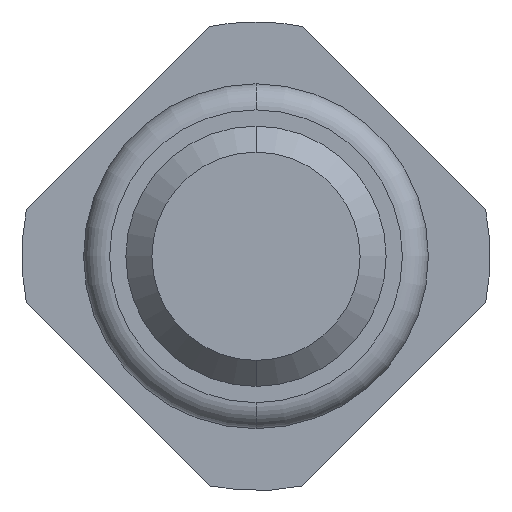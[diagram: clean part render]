
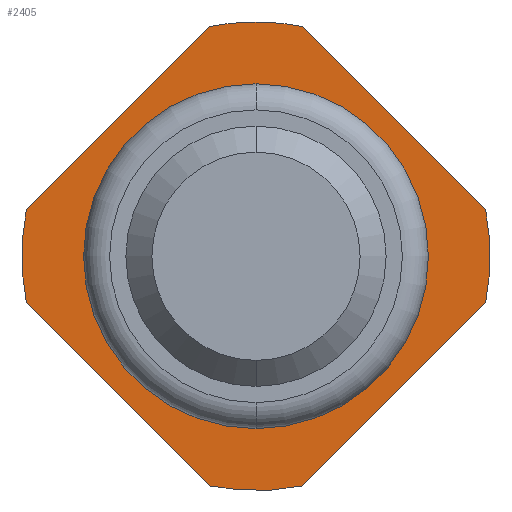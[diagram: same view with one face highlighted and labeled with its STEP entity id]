
A CAD part, front view. The second image highlights one B-rep face of the part: STEP entity #2405.
In plain terms, the highlighted planar face has unit normal (0, -1, 0).
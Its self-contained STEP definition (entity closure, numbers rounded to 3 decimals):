
#11 = CIRCLE ( 'NONE', #2947, 1.8 ) ;
#85 = VERTEX_POINT ( 'NONE', #4495 ) ;
#89 = ORIENTED_EDGE ( 'NONE', *, *, #3737, .F. ) ;
#145 = VERTEX_POINT ( 'NONE', #1151 ) ;
#205 = CARTESIAN_POINT ( 'NONE',  ( 1.961, -2., 0.161 ) ) ;
#238 = CARTESIAN_POINT ( 'NONE',  ( 0., -2., 0. ) ) ;
#290 = EDGE_CURVE ( 'Defeature ausgef�hrt2_18+Defeature ausgef�hrt2_0+Defeature ausgef�hrt2_2+Defeature ausgef�hrt2_1', #2555, #3105, #4275, .T. ) ;
#330 = DIRECTION ( 'NONE',  ( 0.707, 0., 0.707 ) ) ;
#491 = DIRECTION ( 'NONE',  ( 0., 1., 0. ) ) ;
#547 = CARTESIAN_POINT ( 'NONE',  ( 0., -2., 0. ) ) ;
#556 = DIRECTION ( 'NONE',  ( 0., 0., 1. ) ) ;
#584 = ORIENTED_EDGE ( 'NONE', *, *, #3104, .T. ) ;
#699 = ORIENTED_EDGE ( 'NONE', *, *, #4061, .F. ) ;
#745 = ORIENTED_EDGE ( 'NONE', *, *, #290, .F. ) ;
#764 = VECTOR ( 'NONE', #3021, 1000. ) ;
#793 = CARTESIAN_POINT ( 'NONE',  ( 1.764, -2., -0.357 ) ) ;
#857 = AXIS2_PLACEMENT_3D ( 'NONE', #2701, #491, #3060 ) ;
#872 = CARTESIAN_POINT ( 'NONE',  ( 0., -2., 0. ) ) ;
#892 = PLANE ( 'NONE',  #4171 ) ;
#901 = VERTEX_POINT ( 'NONE', #1311 ) ;
#904 = DIRECTION ( 'NONE',  ( 0., 0., 1. ) ) ;
#963 = EDGE_CURVE ( 'Defeature ausgef�hrt2_1+Defeature ausgef�hrt2_0+Defeature ausgef�hrt2_18+Defeature ausgef�hrt2_15', #3105, #1388, #1156, .T. ) ;
#967 = DIRECTION ( 'NONE',  ( 0., 0., 1. ) ) ;
#968 = VECTOR ( 'NONE', #4627, 1000. ) ;
#988 = CARTESIAN_POINT ( 'NONE',  ( 0.357, -2., 1.764 ) ) ;
#1026 = AXIS2_PLACEMENT_3D ( 'NONE', #2264, #3764, #1935 ) ;
#1071 = EDGE_CURVE ( 'Defeature ausgef�hrt2_17+Defeature ausgef�hrt2_0+Defeature ausgef�hrt2_3+Defeature ausgef�hrt2_2', #3244, #901, #4757, .T. ) ;
#1100 = ORIENTED_EDGE ( 'NONE', *, *, #4145, .F. ) ;
#1107 = VECTOR ( 'NONE', #3760, 1000. ) ;
#1151 = CARTESIAN_POINT ( 'NONE',  ( 0., -2., 1.325 ) ) ;
#1156 = CIRCLE ( 'NONE', #4591, 1.8 ) ;
#1167 = FACE_OUTER_BOUND ( 'NONE', #1999, .T. ) ;
#1216 = CARTESIAN_POINT ( 'NONE',  ( -1.764, -2., 0.357 ) ) ;
#1311 = CARTESIAN_POINT ( 'NONE',  ( -0.357, -2., 1.764 ) ) ;
#1335 = EDGE_LOOP ( 'NONE', ( #2663, #584 ) ) ;
#1388 = VERTEX_POINT ( 'NONE', #793 ) ;
#1431 = CARTESIAN_POINT ( 'NONE',  ( 0., -2., 0. ) ) ;
#1576 = VERTEX_POINT ( 'NONE', #3649 ) ;
#1616 = CARTESIAN_POINT ( 'NONE',  ( 0., -2., 0. ) ) ;
#1693 = CARTESIAN_POINT ( 'NONE',  ( 0., -2., 1.8 ) ) ;
#1779 = AXIS2_PLACEMENT_3D ( 'NONE', #872, #2044, #3126 ) ;
#1829 = DIRECTION ( 'NONE',  ( 0., 1., 0. ) ) ;
#1935 = DIRECTION ( 'NONE',  ( 0., 0., 1. ) ) ;
#1987 = CIRCLE ( 'NONE', #4675, 1.325 ) ;
#1999 = EDGE_LOOP ( 'NONE', ( #745, #2789, #2337, #4617, #1100, #699, #89, #4403, #3493 ) ) ;
#2044 = DIRECTION ( 'NONE',  ( 0., 1., 0. ) ) ;
#2082 = LINE ( 'NONE', #4158, #1107 ) ;
#2131 = VERTEX_POINT ( 'NONE', #3969 ) ;
#2264 = CARTESIAN_POINT ( 'NONE',  ( 0., -2., 0. ) ) ;
#2337 = ORIENTED_EDGE ( 'NONE', *, *, #4234, .F. ) ;
#2365 = FACE_BOUND ( 'NONE', #1335, .T. ) ;
#2405 = ADVANCED_FACE ( 'Defeature ausgef�hrt2_0', ( #2365, #1167 ), #892, .F. ) ;
#2413 = LINE ( 'NONE', #2630, #764 ) ;
#2424 = EDGE_CURVE ( 'Defeature ausgef�hrt2_2+Defeature ausgef�hrt2_0+Defeature ausgef�hrt2_17+Defeature ausgef�hrt2_18', #2538, #2555, #3012, .T. ) ;
#2440 = CARTESIAN_POINT ( 'NONE',  ( 1.764, -2., 0.357 ) ) ;
#2538 = VERTEX_POINT ( 'NONE', #1693 ) ;
#2555 = VERTEX_POINT ( 'NONE', #988 ) ;
#2620 = VERTEX_POINT ( 'NONE', #3217 ) ;
#2630 = CARTESIAN_POINT ( 'NONE',  ( 1.961, -2., -0.161 ) ) ;
#2663 = ORIENTED_EDGE ( 'NONE', *, *, #4194, .T. ) ;
#2701 = CARTESIAN_POINT ( 'NONE',  ( 0., -2., 0. ) ) ;
#2717 = CIRCLE ( 'NONE', #3108, 1.325 ) ;
#2733 = DIRECTION ( 'NONE',  ( 0., 1., 0. ) ) ;
#2772 = DIRECTION ( 'NONE',  ( 0., 1., 0. ) ) ;
#2789 = ORIENTED_EDGE ( 'NONE', *, *, #2424, .F. ) ;
#2947 = AXIS2_PLACEMENT_3D ( 'NONE', #238, #3208, #967 ) ;
#3012 = CIRCLE ( 'NONE', #857, 1.8 ) ;
#3021 = DIRECTION ( 'NONE',  ( -0.707, 0., -0.707 ) ) ;
#3060 = DIRECTION ( 'NONE',  ( 0., 0., 1. ) ) ;
#3074 = CIRCLE ( 'NONE', #1026, 1.8 ) ;
#3104 = EDGE_CURVE ( 'Defeature ausgef�hrt2_0+Defeature ausgef�hrt2_12+Defeature ausgef�hrt2_12+Defeature ausgef�hrt2_12', #2131, #145, #1987, .T. ) ;
#3105 = VERTEX_POINT ( 'NONE', #2440 ) ;
#3108 = AXIS2_PLACEMENT_3D ( 'NONE', #1616, #3481, #4586 ) ;
#3126 = DIRECTION ( 'NONE',  ( 0., 0., 1. ) ) ;
#3208 = DIRECTION ( 'NONE',  ( 0., 1., 0. ) ) ;
#3217 = CARTESIAN_POINT ( 'NONE',  ( 0.357, -2., -1.764 ) ) ;
#3244 = VERTEX_POINT ( 'NONE', #1216 ) ;
#3481 = DIRECTION ( 'NONE',  ( 0., 1., 0. ) ) ;
#3493 = ORIENTED_EDGE ( 'NONE', *, *, #963, .F. ) ;
#3528 = VECTOR ( 'NONE', #330, 1000. ) ;
#3649 = CARTESIAN_POINT ( 'NONE',  ( -0.357, -2., -1.764 ) ) ;
#3691 = CARTESIAN_POINT ( 'NONE',  ( -0.161, -2., 1.961 ) ) ;
#3737 = EDGE_CURVE ( 'Defeature ausgef�hrt2_4+Defeature ausgef�hrt2_0+Defeature ausgef�hrt2_15+Defeature ausgef�hrt2_16', #2620, #1576, #3074, .T. ) ;
#3760 = DIRECTION ( 'NONE',  ( -0.707, 0., 0.707 ) ) ;
#3764 = DIRECTION ( 'NONE',  ( 0., 1., 0. ) ) ;
#3804 = EDGE_CURVE ( 'Defeature ausgef�hrt2_15+Defeature ausgef�hrt2_0+Defeature ausgef�hrt2_1+Defeature ausgef�hrt2_4', #1388, #2620, #2413, .T. ) ;
#3969 = CARTESIAN_POINT ( 'NONE',  ( 0., -2., -1.325 ) ) ;
#3980 = DIRECTION ( 'NONE',  ( 0., 0., 1. ) ) ;
#4061 = EDGE_CURVE ( 'Defeature ausgef�hrt2_16+Defeature ausgef�hrt2_0+Defeature ausgef�hrt2_4+Defeature ausgef�hrt2_3', #1576, #85, #2082, .T. ) ;
#4145 = EDGE_CURVE ( 'Defeature ausgef�hrt2_3+Defeature ausgef�hrt2_0+Defeature ausgef�hrt2_16+Defeature ausgef�hrt2_17', #85, #3244, #4289, .T. ) ;
#4158 = CARTESIAN_POINT ( 'NONE',  ( -0.161, -2., -1.961 ) ) ;
#4171 = AXIS2_PLACEMENT_3D ( 'NONE', #4623, #2733, #904 ) ;
#4194 = EDGE_CURVE ( 'Defeature ausgef�hrt2_0+Defeature ausgef�hrt2_12+Defeature ausgef�hrt2_12+Defeature ausgef�hrt2_12', #145, #2131, #2717, .T. ) ;
#4234 = EDGE_CURVE ( 'Defeature ausgef�hrt2_2+Defeature ausgef�hrt2_0+Defeature ausgef�hrt2_17+Defeature ausgef�hrt2_18', #901, #2538, #11, .T. ) ;
#4275 = LINE ( 'NONE', #205, #968 ) ;
#4289 = CIRCLE ( 'NONE', #1779, 1.8 ) ;
#4403 = ORIENTED_EDGE ( 'NONE', *, *, #3804, .F. ) ;
#4495 = CARTESIAN_POINT ( 'NONE',  ( -1.764, -2., -0.357 ) ) ;
#4586 = DIRECTION ( 'NONE',  ( 0., 0., 1. ) ) ;
#4591 = AXIS2_PLACEMENT_3D ( 'NONE', #1431, #1829, #3980 ) ;
#4617 = ORIENTED_EDGE ( 'NONE', *, *, #1071, .F. ) ;
#4623 = CARTESIAN_POINT ( 'NONE',  ( 1.8, -2., 0. ) ) ;
#4627 = DIRECTION ( 'NONE',  ( 0.707, 0., -0.707 ) ) ;
#4675 = AXIS2_PLACEMENT_3D ( 'NONE', #547, #2772, #556 ) ;
#4757 = LINE ( 'NONE', #3691, #3528 ) ;
